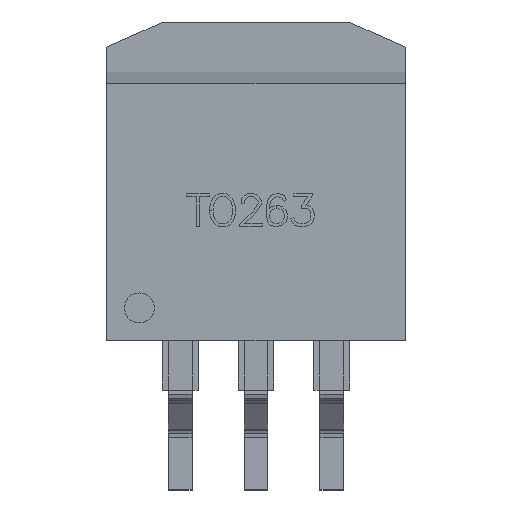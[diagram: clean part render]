
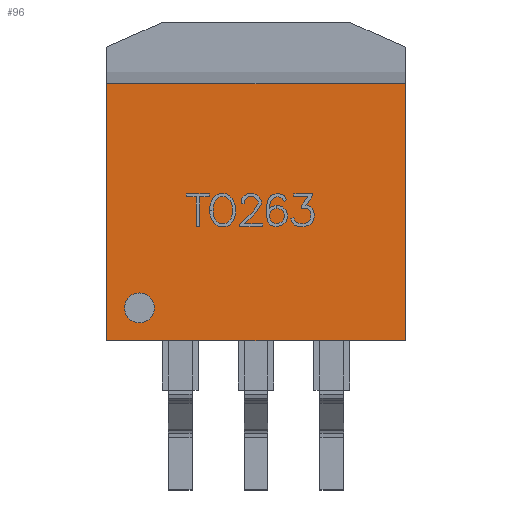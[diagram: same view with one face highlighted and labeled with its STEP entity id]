
A CAD part, top view. The second image highlights one B-rep face of the part: STEP entity #96.
In plain terms, the highlighted face is planar.
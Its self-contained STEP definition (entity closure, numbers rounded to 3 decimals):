
#73 = EDGE_CURVE ( 'NONE', #147, #74, #811, .T. ) ;
#74 = VERTEX_POINT ( 'NONE', #807 ) ;
#75 = ORIENTED_EDGE ( 'NONE', *, *, #97, .F. ) ;
#76 = VERTEX_POINT ( 'NONE', #806 ) ;
#95 = EDGE_LOOP ( 'NONE', ( #145, #149, #75, #98 ) ) ;
#96 = ADVANCED_FACE ( 'NONE', ( #884 ), #883, .T. ) ;
#97 = EDGE_CURVE ( 'NONE', #76, #74, #878, .T. ) ;
#98 = ORIENTED_EDGE ( 'NONE', *, *, #99, .F. ) ;
#99 = EDGE_CURVE ( 'NONE', #148, #76, #874, .T. ) ;
#145 = ORIENTED_EDGE ( 'NONE', *, *, #146, .F. ) ;
#146 = EDGE_CURVE ( 'NONE', #147, #148, #966, .T. ) ;
#147 = VERTEX_POINT ( 'NONE', #962 ) ;
#148 = VERTEX_POINT ( 'NONE', #961 ) ;
#149 = ORIENTED_EDGE ( 'NONE', *, *, #73, .T. ) ;
#806 = CARTESIAN_POINT ( 'NONE',  ( 1.575, 4.11, 10. ) ) ;
#807 = CARTESIAN_POINT ( 'NONE',  ( 1.575, 4.11, 0. ) ) ;
#808 = DIRECTION ( 'NONE',  ( 0., 1., 0. ) ) ;
#809 = VECTOR ( 'NONE', #808, 1000. ) ;
#810 = CARTESIAN_POINT ( 'NONE',  ( 1.575, -4.5, 0. ) ) ;
#811 = LINE ( 'NONE', #810, #809 ) ;
#871 = DIRECTION ( 'NONE',  ( 0., 1., 0. ) ) ;
#872 = VECTOR ( 'NONE', #871, 1000. ) ;
#873 = CARTESIAN_POINT ( 'NONE',  ( 1.575, -4.5, 10. ) ) ;
#874 = LINE ( 'NONE', #873, #872 ) ;
#875 = DIRECTION ( 'NONE',  ( 0., 0., -1. ) ) ;
#876 = VECTOR ( 'NONE', #875, 1000. ) ;
#877 = CARTESIAN_POINT ( 'NONE',  ( 1.575, 4.11, 0. ) ) ;
#878 = LINE ( 'NONE', #877, #876 ) ;
#879 = DIRECTION ( 'NONE',  ( 0., 0., -1. ) ) ;
#880 = DIRECTION ( 'NONE',  ( 1., 0., 0. ) ) ;
#881 = CARTESIAN_POINT ( 'NONE',  ( 1.575, 4.11, 0. ) ) ;
#882 = AXIS2_PLACEMENT_3D ( 'NONE', #881, #880, #879 ) ;
#883 = PLANE ( 'NONE',  #882 ) ;
#884 = FACE_OUTER_BOUND ( 'NONE', #95, .T. ) ;
#961 = CARTESIAN_POINT ( 'NONE',  ( 1.575, -4.5, 10. ) ) ;
#962 = CARTESIAN_POINT ( 'NONE',  ( 1.575, -4.5, 0. ) ) ;
#963 = DIRECTION ( 'NONE',  ( 0., 0., 1. ) ) ;
#964 = VECTOR ( 'NONE', #963, 1000. ) ;
#965 = CARTESIAN_POINT ( 'NONE',  ( 1.575, -4.5, 0. ) ) ;
#966 = LINE ( 'NONE', #965, #964 ) ;
